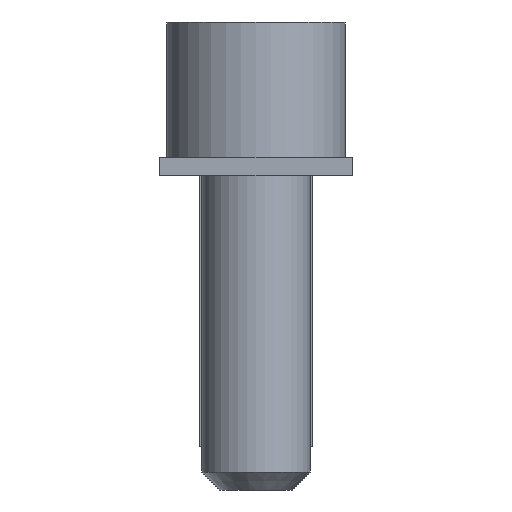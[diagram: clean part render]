
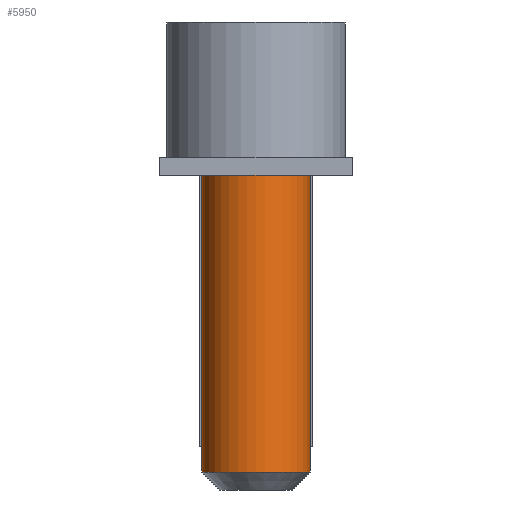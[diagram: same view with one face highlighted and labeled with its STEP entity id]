
A CAD part, front view. The second image highlights one B-rep face of the part: STEP entity #5950.
In plain terms, the highlighted cylindrical face has radius 3 mm (diameter 6 mm), a partial arc.
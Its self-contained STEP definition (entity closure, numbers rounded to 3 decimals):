
#530=CARTESIAN_POINT('',(-19.259,4.558,25.7));
#540=DIRECTION('',(0.,0.,-1.));
#550=VECTOR('',#540,1.);
#560=LINE('',#530,#550);
#570=CARTESIAN_POINT('',(-19.259,4.558,24.7));
#580=VERTEX_POINT('',#570);
#590=CARTESIAN_POINT('',(-19.259,4.558,
8.2));
#600=VERTEX_POINT('',#590);
#610=EDGE_CURVE('',#580,#600,#560,.T.);
#630=CARTESIAN_POINT('',(-22.259,4.558,
8.2));
#640=DIRECTION('',(0.,0.,-1.));
#650=DIRECTION('',(-1.,0.,0.));
#660=AXIS2_PLACEMENT_3D('',#630,#640,#650);
#670=CIRCLE('',#660,3.);
#680=CARTESIAN_POINT('',(-25.259,4.558,
8.2));
#690=VERTEX_POINT('',#680);
#720=CARTESIAN_POINT('',(-25.259,4.558,25.7));
#730=DIRECTION('',(0.,0.,-1.));
#740=VECTOR('',#730,1.);
#750=LINE('',#720,#740);
#760=CARTESIAN_POINT('',(-25.259,4.558,24.7));
#770=VERTEX_POINT('',#760);
#780=EDGE_CURVE('',#770,#690,#750,.T.);
#800=CARTESIAN_POINT('',(-22.259,4.558,24.7));
#810=DIRECTION('',(0.,0.,-1.));
#820=DIRECTION('',(-1.,0.,0.));
#830=AXIS2_PLACEMENT_3D('',#800,#810,#820);
#840=CIRCLE('',#830,3.);
#5680=EDGE_CURVE('',#690,#600,#670,.T.);
#5830=CARTESIAN_POINT('',(-22.259,4.558,25.7));
#5840=DIRECTION('',(0.,0.,-1.));
#5850=DIRECTION('',(-1.,0.,0.));
#5860=AXIS2_PLACEMENT_3D('',#5830,#5840,#5850);
#5870=CYLINDRICAL_SURFACE('',#5860,3.);
#5880=ORIENTED_EDGE('',*,*,#5680,.F.);
#5890=ORIENTED_EDGE('',*,*,#610,.T.);
#5900=EDGE_CURVE('',#770,#580,#840,.T.);
#5910=ORIENTED_EDGE('',*,*,#5900,.T.);
#5920=ORIENTED_EDGE('',*,*,#780,.F.);
#5930=EDGE_LOOP('',(#5920,#5910,#5890,#5880));
#5940=FACE_OUTER_BOUND('',#5930,.T.);
#5950=ADVANCED_FACE('',(#5940),#5870,.T.);
